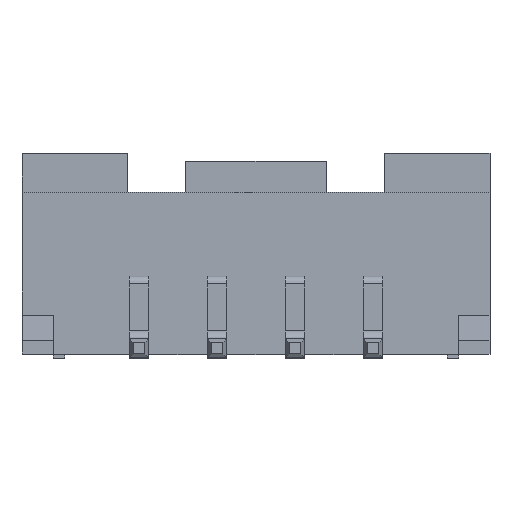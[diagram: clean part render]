
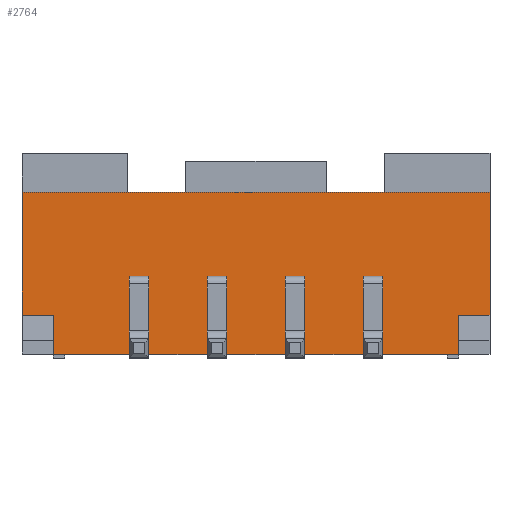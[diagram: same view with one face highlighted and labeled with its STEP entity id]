
A CAD part, top view. The second image highlights one B-rep face of the part: STEP entity #2764.
In plain terms, the highlighted planar face has unit normal (0, 0, 1).
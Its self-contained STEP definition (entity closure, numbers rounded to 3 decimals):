
#1=DIRECTION('',(0.,1.,0.));
#2=VECTOR('',#1,2.);
#3=CARTESIAN_POINT('',(-3.25,-2.575,9.));
#4=LINE('',#3,#2);
#5=DIRECTION('',(0.,1.,0.));
#6=VECTOR('',#5,2.);
#7=CARTESIAN_POINT('',(3.25,-2.575,9.));
#8=LINE('',#7,#6);
#9=DIRECTION('',(1.,0.,0.));
#10=VECTOR('',#9,0.5);
#11=CARTESIAN_POINT('',(2.75,-0.575,9.));
#12=LINE('',#11,#10);
#13=DIRECTION('',(0.,1.,0.));
#14=VECTOR('',#13,2.);
#15=CARTESIAN_POINT('',(2.75,-2.575,9.));
#16=LINE('',#15,#14);
#17=DIRECTION('',(0.,1.,0.));
#18=VECTOR('',#17,2.);
#19=CARTESIAN_POINT('',(1.25,-2.575,9.));
#20=LINE('',#19,#18);
#21=DIRECTION('',(1.,0.,0.));
#22=VECTOR('',#21,0.5);
#23=CARTESIAN_POINT('',(0.75,-0.575,9.));
#24=LINE('',#23,#22);
#25=DIRECTION('',(0.,1.,0.));
#26=VECTOR('',#25,2.);
#27=CARTESIAN_POINT('',(0.75,-2.575,9.));
#28=LINE('',#27,#26);
#29=DIRECTION('',(0.,1.,0.));
#30=VECTOR('',#29,2.);
#31=CARTESIAN_POINT('',(-0.75,-2.575,9.));
#32=LINE('',#31,#30);
#33=DIRECTION('',(1.,0.,0.));
#34=VECTOR('',#33,0.5);
#35=CARTESIAN_POINT('',(-1.25,-0.575,9.));
#36=LINE('',#35,#34);
#37=DIRECTION('',(0.,1.,0.));
#38=VECTOR('',#37,2.);
#39=CARTESIAN_POINT('',(-1.25,-2.575,9.));
#40=LINE('',#39,#38);
#41=DIRECTION('',(0.,1.,0.));
#42=VECTOR('',#41,2.);
#43=CARTESIAN_POINT('',(-2.75,-2.575,9.));
#44=LINE('',#43,#42);
#45=DIRECTION('',(1.,0.,0.));
#46=VECTOR('',#45,0.5);
#47=CARTESIAN_POINT('',(-3.25,-0.575,9.));
#48=LINE('',#47,#46);
#107=DIRECTION('',(-1.,0.,0.));
#108=VECTOR('',#107,1.5);
#109=CARTESIAN_POINT('',(-1.25,-2.575,9.));
#110=LINE('',#109,#108);
#123=DIRECTION('',(-1.,0.,0.));
#124=VECTOR('',#123,1.5);
#125=CARTESIAN_POINT('',(0.75,-2.575,9.));
#126=LINE('',#125,#124);
#139=DIRECTION('',(-1.,0.,0.));
#140=VECTOR('',#139,1.5);
#141=CARTESIAN_POINT('',(2.75,-2.575,9.));
#142=LINE('',#141,#140);
#155=DIRECTION('',(-1.,0.,0.));
#156=VECTOR('',#155,1.95);
#157=CARTESIAN_POINT('',(5.2,-2.575,9.));
#158=LINE('',#157,#156);
#179=DIRECTION('',(-1.,0.,0.));
#180=VECTOR('',#179,1.95);
#181=CARTESIAN_POINT('',(-3.25,-2.575,9.));
#182=LINE('',#181,#180);
#741=DIRECTION('',(0.,-1.,0.));
#742=VECTOR('',#741,3.15);
#743=CARTESIAN_POINT('',(6.,1.575,9.));
#744=LINE('',#743,#742);
#745=DIRECTION('',(1.,0.,0.));
#746=VECTOR('',#745,12.);
#747=CARTESIAN_POINT('',(-6.,1.575,9.));
#748=LINE('',#747,#746);
#797=DIRECTION('',(0.,1.,0.));
#798=VECTOR('',#797,3.15);
#799=CARTESIAN_POINT('',(-6.,-1.575,9.));
#800=LINE('',#799,#798);
#809=DIRECTION('',(1.,0.,0.));
#810=VECTOR('',#809,0.8);
#811=CARTESIAN_POINT('',(-6.,-1.575,9.));
#812=LINE('',#811,#810);
#817=DIRECTION('',(0.,1.,0.));
#818=VECTOR('',#817,1.);
#819=CARTESIAN_POINT('',(-5.2,-2.575,9.));
#820=LINE('',#819,#818);
#1497=DIRECTION('',(0.,1.,0.));
#1498=VECTOR('',#1497,1.);
#1499=CARTESIAN_POINT('',(5.2,-2.575,9.));
#1500=LINE('',#1499,#1498);
#1513=DIRECTION('',(-1.,0.,0.));
#1514=VECTOR('',#1513,0.8);
#1515=CARTESIAN_POINT('',(6.,-1.575,9.));
#1516=LINE('',#1515,#1514);
#2349=CARTESIAN_POINT('',(-5.2,-2.575,9.));
#2350=CARTESIAN_POINT('',(-5.2,-1.575,9.));
#2351=VERTEX_POINT('',#2349);
#2352=VERTEX_POINT('',#2350);
#2353=CARTESIAN_POINT('',(-6.,-1.575,9.));
#2354=VERTEX_POINT('',#2353);
#2355=CARTESIAN_POINT('',(-6.,1.575,9.));
#2356=VERTEX_POINT('',#2355);
#2357=CARTESIAN_POINT('',(6.,1.575,9.));
#2358=VERTEX_POINT('',#2357);
#2359=CARTESIAN_POINT('',(6.,-1.575,9.));
#2360=VERTEX_POINT('',#2359);
#2361=CARTESIAN_POINT('',(5.2,-1.575,9.));
#2362=VERTEX_POINT('',#2361);
#2363=CARTESIAN_POINT('',(5.2,-2.575,9.));
#2364=VERTEX_POINT('',#2363);
#2629=CARTESIAN_POINT('',(2.75,-2.575,9.));
#2630=CARTESIAN_POINT('',(2.75,-0.575,9.));
#2631=VERTEX_POINT('',#2629);
#2632=VERTEX_POINT('',#2630);
#2633=CARTESIAN_POINT('',(3.25,-0.575,9.));
#2634=VERTEX_POINT('',#2633);
#2635=CARTESIAN_POINT('',(3.25,-2.575,9.));
#2636=VERTEX_POINT('',#2635);
#2649=CARTESIAN_POINT('',(0.75,-2.575,9.));
#2650=CARTESIAN_POINT('',(0.75,-0.575,9.));
#2651=VERTEX_POINT('',#2649);
#2652=VERTEX_POINT('',#2650);
#2653=CARTESIAN_POINT('',(1.25,-0.575,9.));
#2654=VERTEX_POINT('',#2653);
#2655=CARTESIAN_POINT('',(1.25,-2.575,9.));
#2656=VERTEX_POINT('',#2655);
#2669=CARTESIAN_POINT('',(-1.25,-2.575,9.));
#2670=CARTESIAN_POINT('',(-1.25,-0.575,9.));
#2671=VERTEX_POINT('',#2669);
#2672=VERTEX_POINT('',#2670);
#2673=CARTESIAN_POINT('',(-0.75,-0.575,9.));
#2674=VERTEX_POINT('',#2673);
#2675=CARTESIAN_POINT('',(-0.75,-2.575,9.));
#2676=VERTEX_POINT('',#2675);
#2689=CARTESIAN_POINT('',(-3.25,-2.575,9.));
#2690=CARTESIAN_POINT('',(-3.25,-0.575,9.));
#2691=VERTEX_POINT('',#2689);
#2692=VERTEX_POINT('',#2690);
#2693=CARTESIAN_POINT('',(-2.75,-0.575,9.));
#2694=VERTEX_POINT('',#2693);
#2695=CARTESIAN_POINT('',(-2.75,-2.575,9.));
#2696=VERTEX_POINT('',#2695);
#2709=CARTESIAN_POINT('',(0.,-0.5,9.));
#2710=DIRECTION('',(0.,0.,1.));
#2711=DIRECTION('',(1.,0.,0.));
#2712=AXIS2_PLACEMENT_3D('',#2709,#2710,#2711);
#2713=PLANE('',#2712);
#2715=ORIENTED_EDGE('',*,*,#2714,.F.);
#2717=ORIENTED_EDGE('',*,*,#2716,.T.);
#2719=ORIENTED_EDGE('',*,*,#2718,.T.);
#2721=ORIENTED_EDGE('',*,*,#2720,.F.);
#2723=ORIENTED_EDGE('',*,*,#2722,.T.);
#2725=ORIENTED_EDGE('',*,*,#2724,.T.);
#2727=ORIENTED_EDGE('',*,*,#2726,.T.);
#2729=ORIENTED_EDGE('',*,*,#2728,.T.);
#2731=ORIENTED_EDGE('',*,*,#2730,.F.);
#2733=ORIENTED_EDGE('',*,*,#2732,.T.);
#2735=ORIENTED_EDGE('',*,*,#2734,.T.);
#2737=ORIENTED_EDGE('',*,*,#2736,.F.);
#2739=ORIENTED_EDGE('',*,*,#2738,.F.);
#2741=ORIENTED_EDGE('',*,*,#2740,.T.);
#2743=ORIENTED_EDGE('',*,*,#2742,.T.);
#2745=ORIENTED_EDGE('',*,*,#2744,.F.);
#2747=ORIENTED_EDGE('',*,*,#2746,.F.);
#2749=ORIENTED_EDGE('',*,*,#2748,.T.);
#2751=ORIENTED_EDGE('',*,*,#2750,.T.);
#2753=ORIENTED_EDGE('',*,*,#2752,.F.);
#2755=ORIENTED_EDGE('',*,*,#2754,.F.);
#2757=ORIENTED_EDGE('',*,*,#2756,.T.);
#2759=ORIENTED_EDGE('',*,*,#2758,.T.);
#2761=ORIENTED_EDGE('',*,*,#2760,.F.);
#2762=EDGE_LOOP('',(#2715,#2717,#2719,#2721,#2723,#2725,#2727,#2729,#2731,#2733,
#2735,#2737,#2739,#2741,#2743,#2745,#2747,#2749,#2751,#2753,#2755,#2757,#2759,
#2761));
#2763=FACE_OUTER_BOUND('',#2762,.F.);
#2714=EDGE_CURVE('',#2691,#2692,#4,.T.);
#2716=EDGE_CURVE('',#2691,#2351,#182,.T.);
#2718=EDGE_CURVE('',#2351,#2352,#820,.T.);
#2720=EDGE_CURVE('',#2354,#2352,#812,.T.);
#2722=EDGE_CURVE('',#2354,#2356,#800,.T.);
#2724=EDGE_CURVE('',#2356,#2358,#748,.T.);
#2726=EDGE_CURVE('',#2358,#2360,#744,.T.);
#2728=EDGE_CURVE('',#2360,#2362,#1516,.T.);
#2730=EDGE_CURVE('',#2364,#2362,#1500,.T.);
#2732=EDGE_CURVE('',#2364,#2636,#158,.T.);
#2734=EDGE_CURVE('',#2636,#2634,#8,.T.);
#2736=EDGE_CURVE('',#2632,#2634,#12,.T.);
#2738=EDGE_CURVE('',#2631,#2632,#16,.T.);
#2740=EDGE_CURVE('',#2631,#2656,#142,.T.);
#2742=EDGE_CURVE('',#2656,#2654,#20,.T.);
#2744=EDGE_CURVE('',#2652,#2654,#24,.T.);
#2746=EDGE_CURVE('',#2651,#2652,#28,.T.);
#2748=EDGE_CURVE('',#2651,#2676,#126,.T.);
#2750=EDGE_CURVE('',#2676,#2674,#32,.T.);
#2752=EDGE_CURVE('',#2672,#2674,#36,.T.);
#2754=EDGE_CURVE('',#2671,#2672,#40,.T.);
#2756=EDGE_CURVE('',#2671,#2696,#110,.T.);
#2758=EDGE_CURVE('',#2696,#2694,#44,.T.);
#2760=EDGE_CURVE('',#2692,#2694,#48,.T.);
#2764=ADVANCED_FACE('',(#2763),#2713,.T.);
